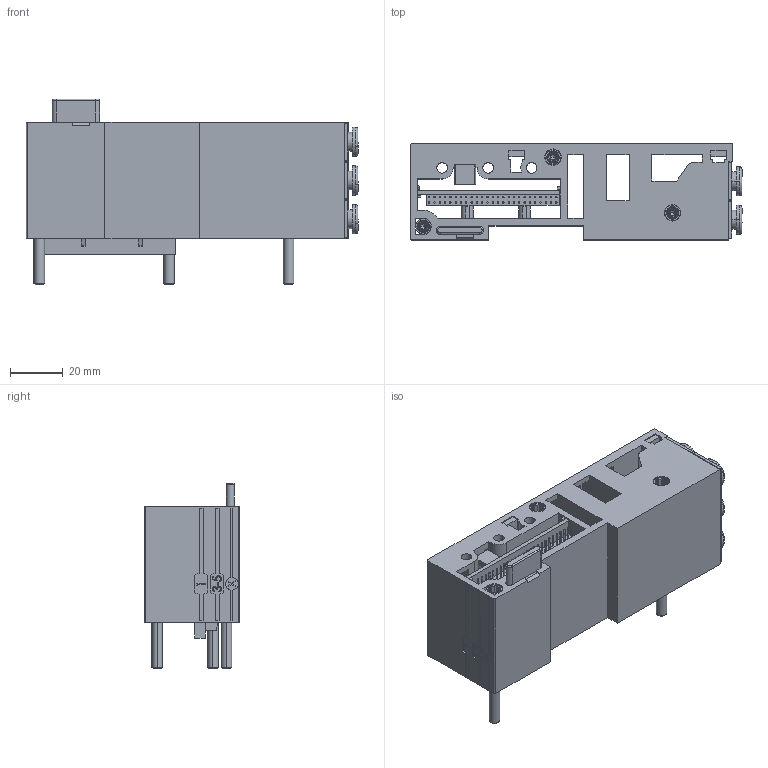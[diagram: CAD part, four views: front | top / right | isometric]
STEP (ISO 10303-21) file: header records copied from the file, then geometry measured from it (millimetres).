
FILE_DESCRIPTION (( 'STEP AP203' ), '1' );
FILE_NAME ('PAL-B3614.step', '2020-10-29T13:46:32', ( '' ), ( '' ), 'SwSTEP 2.0', 'SolidWorks 2019', '' );
FILE_SCHEMA (( 'CONFIG_CONTROL_DESIGN' ));
Length unit declared in the file: inch
Products named in the file (1): PAL-B3614
Bounding box: 125.3 x 36.2 x 70.1 mm (x, y, z)
Volume: 117603.1 mm3; surface area: 64614.5 mm2
Topology: 7 solids, 7 shells, 1501 faces, 3692 edges, 2378 vertices
Faces by surface type: plane 811, cylinder 520, cone 144, torus 26
Entity records: 45377 total; most frequent: CARTESIAN_POINT 8790, DIRECTION 7826, ORIENTED_EDGE 7360, EDGE_CURVE 3680, AXIS2_PLACEMENT_3D 2806, VERTEX_POINT 2378, VECTOR 2214, LINE 2214
